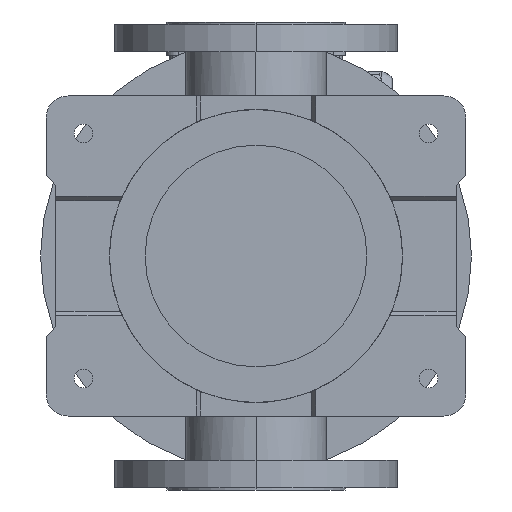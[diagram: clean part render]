
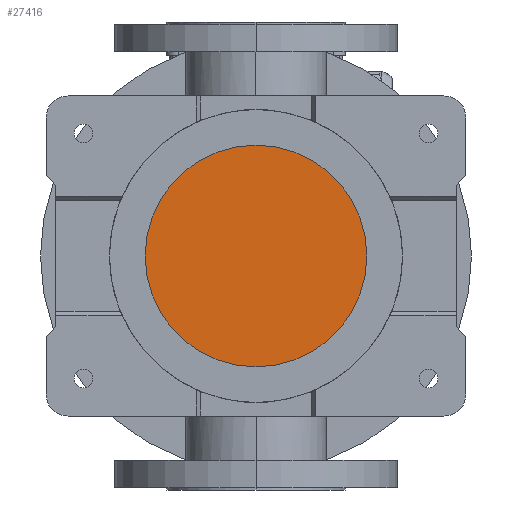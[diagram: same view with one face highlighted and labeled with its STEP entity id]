
A CAD part, front view. The second image highlights one B-rep face of the part: STEP entity #27416.
In plain terms, the highlighted face is planar.
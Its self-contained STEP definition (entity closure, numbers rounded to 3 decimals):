
#6205 = DIRECTION ( 'NONE',  ( 0., 0., 1. ) ) ;
#6821 = CARTESIAN_POINT ( 'NONE',  ( 0., 0., 81. ) ) ;
#6976 = CARTESIAN_POINT ( 'NONE',  ( 0., 120., 81. ) ) ;
#14564 = DIRECTION ( 'NONE',  ( 0., 1., 0. ) ) ;
#16038 = AXIS2_PLACEMENT_3D ( 'NONE', #103457, #109628, #76189 ) ;
#17370 = DIRECTION ( 'NONE',  ( 0., 0., 1. ) ) ;
#22933 = FACE_OUTER_BOUND ( 'NONE', #99314, .T. ) ;
#23336 = ORIENTED_EDGE ( 'NONE', *, *, #35072, .F. ) ;
#25014 = VERTEX_POINT ( 'NONE', #6976 ) ;
#25186 = DIRECTION ( 'NONE',  ( 0., 1., 0. ) ) ;
#27416 = ADVANCED_FACE ( 'NONE', ( #22933 ), #90934, .F. ) ;
#30214 = EDGE_CURVE ( 'NONE', #50045, #25014, #92607, .T. ) ;
#35072 = EDGE_CURVE ( 'NONE', #25014, #50045, #37783, .T. ) ;
#37783 = CIRCLE ( 'NONE', #60949, 120. ) ;
#50045 = VERTEX_POINT ( 'NONE', #104149 ) ;
#60949 = AXIS2_PLACEMENT_3D ( 'NONE', #6821, #17370, #25186 ) ;
#62023 = ORIENTED_EDGE ( 'NONE', *, *, #30214, .F. ) ;
#76189 = DIRECTION ( 'NONE',  ( 0., 1., 0. ) ) ;
#80374 = AXIS2_PLACEMENT_3D ( 'NONE', #107692, #6205, #14564 ) ;
#90934 = PLANE ( 'NONE',  #80374 ) ;
#92607 = CIRCLE ( 'NONE', #16038, 120. ) ;
#99314 = EDGE_LOOP ( 'NONE', ( #23336, #62023 ) ) ;
#103457 = CARTESIAN_POINT ( 'NONE',  ( 0., 0., 81. ) ) ;
#104149 = CARTESIAN_POINT ( 'NONE',  ( 0., -120., 81. ) ) ;
#107692 = CARTESIAN_POINT ( 'NONE',  ( 132., -132., 81. ) ) ;
#109628 = DIRECTION ( 'NONE',  ( 0., 0., 1. ) ) ;
